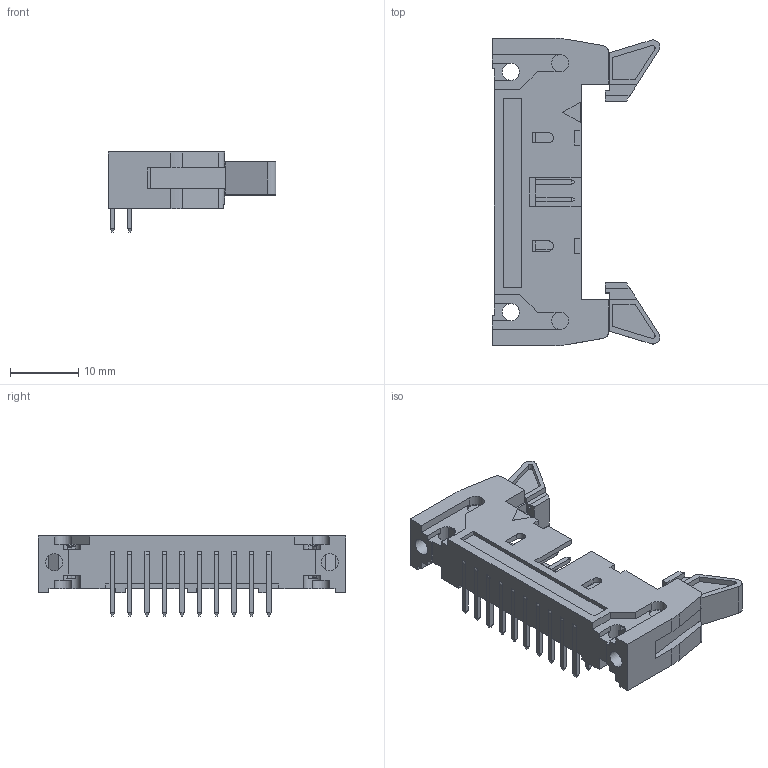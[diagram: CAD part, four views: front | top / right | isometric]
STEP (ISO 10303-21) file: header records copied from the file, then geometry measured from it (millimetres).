
FILE_DESCRIPTION(/* description */ ('Unknown'),/* implementation_level */ '2;1');
FILE_NAME(/* name */ 'J_Wurth_WR-BHD_61202022121',/* time_stamp */ '2025-05-15T11:06:29+08:00',/* author */ ('Unknown'),/* organization */ ('Unknown'),/* preprocessor_version */ 'ST-DEVELOPER v19.4',/* originating_system */ 'Solid Edge',/* authorisation */ 'Unknown');
FILE_SCHEMA (('AUTOMOTIVE_DESIGN {1 0 10303 214 3 1 1}'));
Length unit declared in the file: millimetre
Products named in the file (2): J_Wurth_WR-BHD_61202022121
Assembly tree (1 placements, depth 2):
  J_Wurth_WR-BHD_61202022121
    J_Wurth_WR-BHD_61202022121
Bounding box: 24.5 x 44.9 x 11.71 mm (x, y, z)
Volume: 3196.4 mm3; surface area: 5618.5 mm2
Topology: 23 solids, 23 shells, 677 faces, 1770 edges, 1121 vertices
Faces by surface type: plane 623, cylinder 54
Full cylindrical faces by diameter (mm): 2.5 x16
Entity records: 20399 total; most frequent: CARTESIAN_POINT 3544, ORIENTED_EDGE 3498, DIRECTION 3235, EDGE_CURVE 1749, LINE 1621, VECTOR 1621, VERTEX_POINT 1116, AXIS2_PLACEMENT_3D 807
